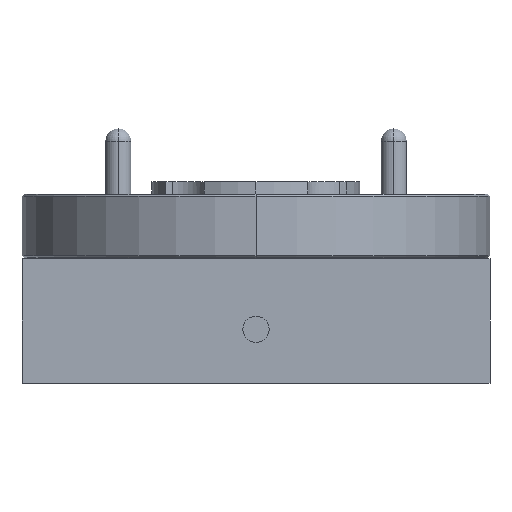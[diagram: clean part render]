
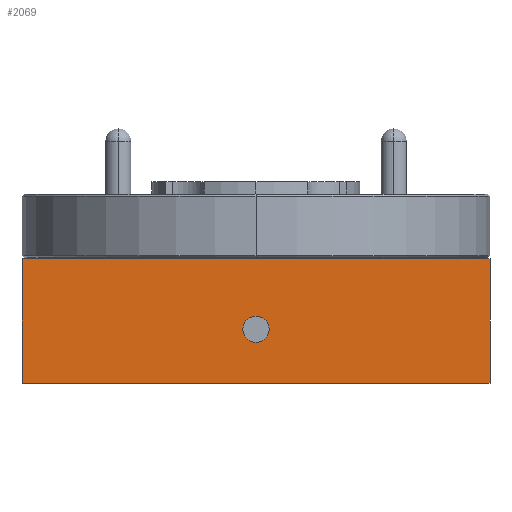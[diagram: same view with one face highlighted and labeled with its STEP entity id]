
A CAD part, front view. The second image highlights one B-rep face of the part: STEP entity #2069.
In plain terms, the highlighted planar face has unit normal (0, -1, 0).
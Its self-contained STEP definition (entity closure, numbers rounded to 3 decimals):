
#171 = VECTOR ( 'NONE', #3036, 1000. ) ;
#178 = CARTESIAN_POINT ( 'NONE',  ( -14.287, 0., 3.81 ) ) ;
#304 = CARTESIAN_POINT ( 'NONE',  ( 14.287, 0., -3.81 ) ) ;
#316 = CARTESIAN_POINT ( 'NONE',  ( -14.287, 0., 3.81 ) ) ;
#469 = PLANE ( 'NONE',  #2106 ) ;
#567 = FACE_OUTER_BOUND ( 'NONE', #1144, .T. ) ;
#887 = ORIENTED_EDGE ( 'NONE', *, *, #8766, .F. ) ;
#994 = CARTESIAN_POINT ( 'NONE',  ( 14.287, 0., 3.81 ) ) ;
#1144 = EDGE_LOOP ( 'NONE', ( #3373, #8480, #4727, #887 ) ) ;
#1149 = CARTESIAN_POINT ( 'NONE',  ( -14.287, 0., -3.81 ) ) ;
#1465 = VERTEX_POINT ( 'NONE', #6218 ) ;
#1571 = LINE ( 'NONE', #316, #2764 ) ;
#2069 = ADVANCED_FACE ( 'NONE', ( #567 ), #469, .F. ) ;
#2106 = AXIS2_PLACEMENT_3D ( 'NONE', #7480, #6832, #3253 ) ;
#2266 = CARTESIAN_POINT ( 'NONE',  ( -14.287, 0., -3.81 ) ) ;
#2403 = LINE ( 'NONE', #2266, #171 ) ;
#2614 = VERTEX_POINT ( 'NONE', #3507 ) ;
#2616 = VECTOR ( 'NONE', #2650, 1000. ) ;
#2650 = DIRECTION ( 'NONE',  ( -1., 0., 0. ) ) ;
#2764 = VECTOR ( 'NONE', #8509, 1000. ) ;
#2797 = EDGE_CURVE ( 'NONE', #1465, #7127, #2403, .T. ) ;
#2998 = DIRECTION ( 'NONE',  ( 0., 0., -1. ) ) ;
#3036 = DIRECTION ( 'NONE',  ( 0., 0., 1. ) ) ;
#3253 = DIRECTION ( 'NONE',  ( 0., 0., 1. ) ) ;
#3373 = ORIENTED_EDGE ( 'NONE', *, *, #2797, .F. ) ;
#3507 = CARTESIAN_POINT ( 'NONE',  ( 14.287, 0., -3.81 ) ) ;
#4608 = EDGE_CURVE ( 'NONE', #2614, #1465, #8859, .T. ) ;
#4727 = ORIENTED_EDGE ( 'NONE', *, *, #7857, .F. ) ;
#6218 = CARTESIAN_POINT ( 'NONE',  ( -14.287, 0., -3.81 ) ) ;
#6832 = DIRECTION ( 'NONE',  ( 0., 1., 0. ) ) ;
#7127 = VERTEX_POINT ( 'NONE', #178 ) ;
#7480 = CARTESIAN_POINT ( 'NONE',  ( 0., 0., 0. ) ) ;
#7816 = VERTEX_POINT ( 'NONE', #994 ) ;
#7857 = EDGE_CURVE ( 'NONE', #7816, #2614, #8666, .T. ) ;
#8281 = VECTOR ( 'NONE', #2998, 1000. ) ;
#8480 = ORIENTED_EDGE ( 'NONE', *, *, #4608, .F. ) ;
#8509 = DIRECTION ( 'NONE',  ( 1., 0., 0. ) ) ;
#8666 = LINE ( 'NONE', #304, #8281 ) ;
#8766 = EDGE_CURVE ( 'NONE', #7127, #7816, #1571, .T. ) ;
#8859 = LINE ( 'NONE', #1149, #2616 ) ;
